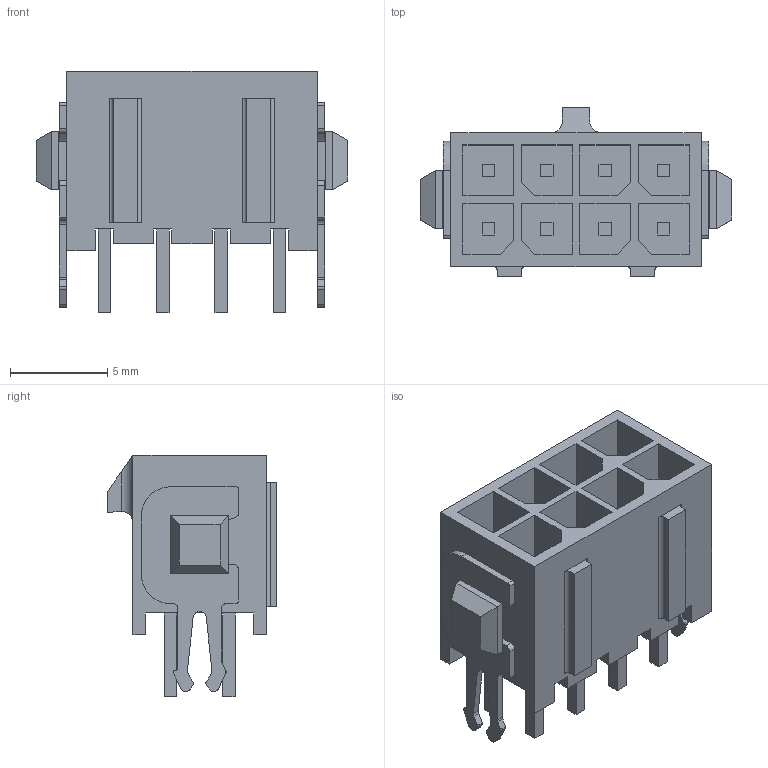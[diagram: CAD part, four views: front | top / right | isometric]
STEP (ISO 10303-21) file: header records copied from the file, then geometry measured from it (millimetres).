
FILE_DESCRIPTION((''),'2;1');
FILE_NAME('C-3-794680-8','2017-05-09T',('workeradm'),('Tyco Electronics Ltd.'),'CREO PARAMETRIC BY PTC INC, 2016050','CREO PARAMETRIC BY PTC INC, 2016050','');
FILE_SCHEMA(('AUTOMOTIVE_DESIGN { 1 0 10303 214 1 1 1 1 }'));
Length unit declared in the file: millimetre
Products named in the file (1): C-3-794680-8
Bounding box: 16 x 8.67 x 12.42 mm (x, y, z)
Volume: 469.3 mm3; surface area: 1436 mm2
Topology: 1 solids, 1 shells, 315 faces, 831 edges, 548 vertices
Faces by surface type: plane 264, cylinder 51
Entity records: 9676 total; most frequent: CARTESIAN_POINT 1737, ORIENTED_EDGE 1662, DIRECTION 1555, EDGE_CURVE 831, VECTOR 729, LINE 729, VERTEX_POINT 548, AXIS2_PLACEMENT_3D 413
